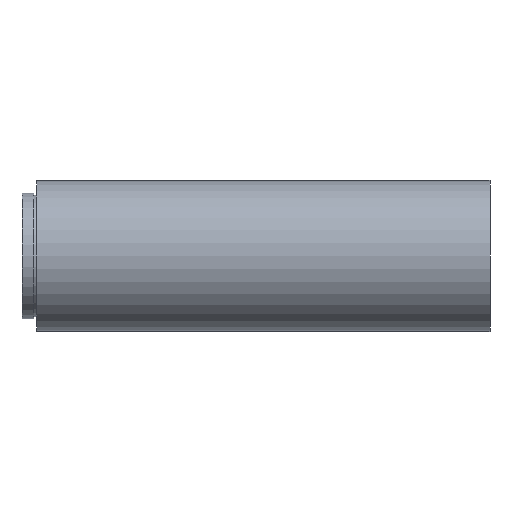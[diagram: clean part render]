
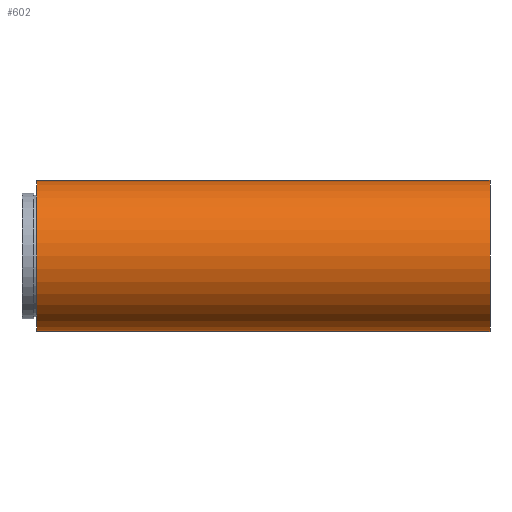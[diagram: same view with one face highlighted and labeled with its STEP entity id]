
A CAD part, left-side view. The second image highlights one B-rep face of the part: STEP entity #602.
In plain terms, the highlighted cylindrical face has radius 25.4 mm (diameter 50.8 mm), a partial arc.
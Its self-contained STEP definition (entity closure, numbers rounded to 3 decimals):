
#4 = LINE ( 'NONE', #400, #465 ) ;
#15 = EDGE_CURVE ( 'NONE', #333, #559, #62, .T. ) ;
#30 = FACE_OUTER_BOUND ( 'NONE', #493, .T. ) ;
#42 = DIRECTION ( 'NONE',  ( 0., 1., 0. ) ) ;
#44 = CARTESIAN_POINT ( 'NONE',  ( 0., 0., 0. ) ) ;
#56 = CARTESIAN_POINT ( 'NONE',  ( 0., 152.4, 25.4 ) ) ;
#57 = ORIENTED_EDGE ( 'NONE', *, *, #144, .T. ) ;
#62 = LINE ( 'NONE', #492, #502 ) ;
#76 = CIRCLE ( 'NONE', #158, 25.4 ) ;
#81 = DIRECTION ( 'NONE',  ( 0., 1., 0. ) ) ;
#86 = AXIS2_PLACEMENT_3D ( 'NONE', #232, #196, #152 ) ;
#139 = CARTESIAN_POINT ( 'NONE',  ( 0., 0., -25.4 ) ) ;
#144 = EDGE_CURVE ( 'NONE', #468, #333, #173, .T. ) ;
#152 = DIRECTION ( 'NONE',  ( 0., 0., 1. ) ) ;
#157 = CARTESIAN_POINT ( 'NONE',  ( 0., 0., 25.4 ) ) ;
#158 = AXIS2_PLACEMENT_3D ( 'NONE', #621, #284, #421 ) ;
#173 = CIRCLE ( 'NONE', #385, 25.4 ) ;
#196 = DIRECTION ( 'NONE',  ( 0., 1., 0. ) ) ;
#207 = CARTESIAN_POINT ( 'NONE',  ( 0., 152.4, -25.4 ) ) ;
#216 = DIRECTION ( 'NONE',  ( 0., 1., 0. ) ) ;
#232 = CARTESIAN_POINT ( 'NONE',  ( 0., 161.376, 0. ) ) ;
#284 = DIRECTION ( 'NONE',  ( 0., 1., 0. ) ) ;
#288 = ORIENTED_EDGE ( 'NONE', *, *, #15, .T. ) ;
#291 = VERTEX_POINT ( 'NONE', #207 ) ;
#322 = ORIENTED_EDGE ( 'NONE', *, *, #496, .F. ) ;
#333 = VERTEX_POINT ( 'NONE', #157 ) ;
#359 = EDGE_CURVE ( 'NONE', #468, #291, #4, .T. ) ;
#385 = AXIS2_PLACEMENT_3D ( 'NONE', #44, #42, #558 ) ;
#400 = CARTESIAN_POINT ( 'NONE',  ( 0., 161.376, -25.4 ) ) ;
#407 = ORIENTED_EDGE ( 'NONE', *, *, #359, .F. ) ;
#421 = DIRECTION ( 'NONE',  ( 0., 0., 1. ) ) ;
#465 = VECTOR ( 'NONE', #81, 1000. ) ;
#468 = VERTEX_POINT ( 'NONE', #139 ) ;
#492 = CARTESIAN_POINT ( 'NONE',  ( 0., 161.376, 25.4 ) ) ;
#493 = EDGE_LOOP ( 'NONE', ( #407, #57, #288, #322 ) ) ;
#496 = EDGE_CURVE ( 'NONE', #291, #559, #76, .T. ) ;
#502 = VECTOR ( 'NONE', #216, 1000. ) ;
#547 = CYLINDRICAL_SURFACE ( 'NONE', #86, 25.4 ) ;
#558 = DIRECTION ( 'NONE',  ( 0., 0., 1. ) ) ;
#559 = VERTEX_POINT ( 'NONE', #56 ) ;
#602 = ADVANCED_FACE ( 'NONE', ( #30 ), #547, .T. ) ;
#621 = CARTESIAN_POINT ( 'NONE',  ( 0., 152.4, 0. ) ) ;
